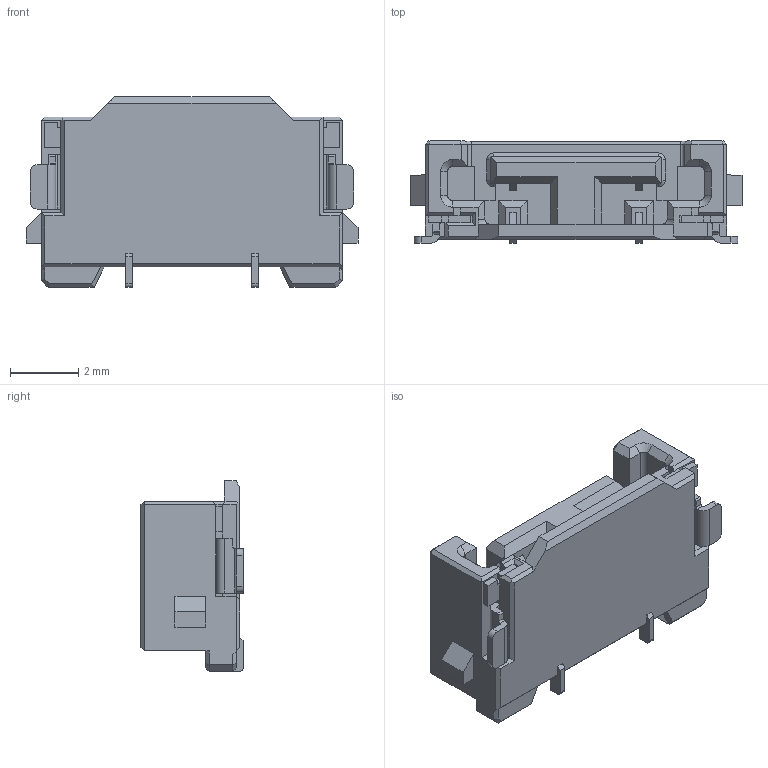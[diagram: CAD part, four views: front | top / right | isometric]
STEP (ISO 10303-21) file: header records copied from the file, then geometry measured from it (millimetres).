
FILE_DESCRIPTION((''),'2;1');
FILE_NAME('5034710200','2019-03-13T',('gga'),(''),'PRO/ENGINEER BY PARAMETRIC TECHNOLOGY CORPORATION, 2016010','PRO/ENGINEER BY PARAMETRIC TECHNOLOGY CORPORATION, 2016010','');
FILE_SCHEMA(('CONFIG_CONTROL_DESIGN'));
Length unit declared in the file: millimetre
Products named in the file (1): 5034710200
Bounding box: 9.75 x 3 x 5.6 mm (x, y, z)
Volume: 76.6 mm3; surface area: 239.3 mm2
Topology: 1 solids, 1 shells, 287 faces, 780 edges, 499 vertices
Faces by surface type: plane 241, cylinder 34, cone 12
Entity records: 8883 total; most frequent: CARTESIAN_POINT 1613, ORIENTED_EDGE 1528, DIRECTION 1418, EDGE_CURVE 764, VECTOR 690, LINE 690, VERTEX_POINT 483, AXIS2_PLACEMENT_3D 364
